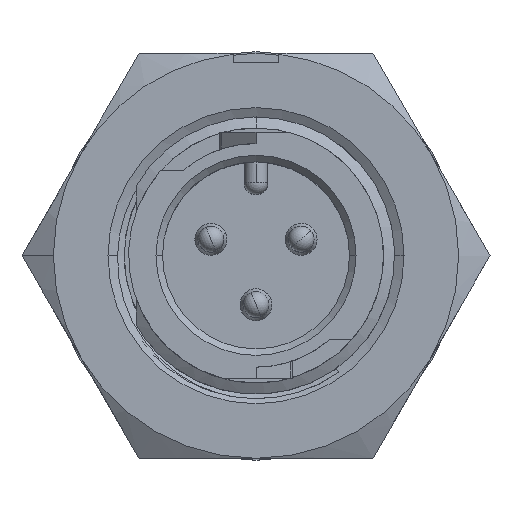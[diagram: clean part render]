
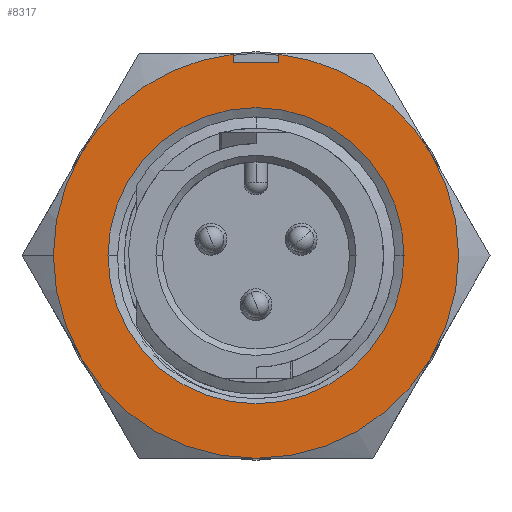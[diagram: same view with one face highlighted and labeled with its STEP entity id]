
A CAD part, top view. The second image highlights one B-rep face of the part: STEP entity #8317.
In plain terms, the highlighted planar face has unit normal (0, 0, 1).
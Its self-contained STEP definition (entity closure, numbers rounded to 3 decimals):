
#113 = DIRECTION ( 'NONE',  ( 0., 1., 0. ) ) ;
#362 = DIRECTION ( 'NONE',  ( 0., 0., -1. ) ) ;
#442 = CARTESIAN_POINT ( 'NONE',  ( -0.889, 8.938, 8.262 ) ) ;
#800 = DIRECTION ( 'NONE',  ( 0., 0., -1. ) ) ;
#803 = AXIS2_PLACEMENT_3D ( 'NONE', #4683, #800, #5542 ) ;
#822 = ORIENTED_EDGE ( 'NONE', *, *, #10415, .F. ) ;
#987 = EDGE_CURVE ( 'NONE', #7495, #3047, #3884, .T. ) ;
#1003 = DIRECTION ( 'NONE',  ( -1., 0., 0. ) ) ;
#1127 = CIRCLE ( 'NONE', #6042, 5.753 ) ;
#1481 = LINE ( 'NONE', #6100, #2121 ) ;
#1701 = CARTESIAN_POINT ( 'NONE',  ( 0., -15.748, 8.262 ) ) ;
#1713 = CARTESIAN_POINT ( 'NONE',  ( 0., 0., 8.262 ) ) ;
#1907 = CARTESIAN_POINT ( 'NONE',  ( 0.889, 8.938, 8.262 ) ) ;
#1958 = DIRECTION ( 'NONE',  ( 0., 0., -1. ) ) ;
#2064 = CARTESIAN_POINT ( 'NONE',  ( -7.874, 0., 8.262 ) ) ;
#2088 = DIRECTION ( 'NONE',  ( -1., 0., 0. ) ) ;
#2121 = VECTOR ( 'NONE', #7967, 1000. ) ;
#2142 = DIRECTION ( 'NONE',  ( -1., 0., 0. ) ) ;
#2376 = CARTESIAN_POINT ( 'NONE',  ( -5.753, 0., 8.262 ) ) ;
#2422 = EDGE_CURVE ( 'NONE', #7075, #7495, #1481, .T. ) ;
#2582 = EDGE_CURVE ( 'NONE', #10257, #8784, #1127, .T. ) ;
#2776 = CIRCLE ( 'NONE', #9632, 7.874 ) ;
#2998 = CARTESIAN_POINT ( 'NONE',  ( 0., -7.874, 8.262 ) ) ;
#3028 = EDGE_LOOP ( 'NONE', ( #9320, #3482, #5308, #822, #11523, #8211, #12091, #8455, #10314, #10978 ) ) ;
#3047 = VERTEX_POINT ( 'NONE', #7829 ) ;
#3322 = AXIS2_PLACEMENT_3D ( 'NONE', #11011, #10143, #7388 ) ;
#3347 = ORIENTED_EDGE ( 'NONE', *, *, #5916, .T. ) ;
#3426 = DIRECTION ( 'NONE',  ( -1., 0., 0. ) ) ;
#3482 = ORIENTED_EDGE ( 'NONE', *, *, #987, .F. ) ;
#3884 = LINE ( 'NONE', #1907, #7819 ) ;
#4132 = CARTESIAN_POINT ( 'NONE',  ( 0., 0., 8.262 ) ) ;
#4194 = ORIENTED_EDGE ( 'NONE', *, *, #2582, .T. ) ;
#4347 = DIRECTION ( 'NONE',  ( 0., 0., -1. ) ) ;
#4380 = VERTEX_POINT ( 'NONE', #6449 ) ;
#4683 = CARTESIAN_POINT ( 'NONE',  ( 0., 0., 8.262 ) ) ;
#4953 = CIRCLE ( 'NONE', #803, 7.874 ) ;
#5014 = CARTESIAN_POINT ( 'NONE',  ( 6.819, -3.937, 8.262 ) ) ;
#5135 = EDGE_CURVE ( 'NONE', #10190, #6227, #5279, .T. ) ;
#5204 = EDGE_CURVE ( 'NONE', #3047, #9917, #12108, .T. ) ;
#5279 = CIRCLE ( 'NONE', #8380, 7.874 ) ;
#5308 = ORIENTED_EDGE ( 'NONE', *, *, #2422, .F. ) ;
#5475 = AXIS2_PLACEMENT_3D ( 'NONE', #8002, #4347, #3426 ) ;
#5495 = EDGE_CURVE ( 'NONE', #10253, #4380, #7982, .T. ) ;
#5542 = DIRECTION ( 'NONE',  ( -1., 0., 0. ) ) ;
#5569 = EDGE_CURVE ( 'NONE', #7712, #10253, #9765, .T. ) ;
#5916 = EDGE_CURVE ( 'NONE', #8784, #10257, #10936, .T. ) ;
#5958 = CARTESIAN_POINT ( 'NONE',  ( 0.889, 7.493, 8.262 ) ) ;
#6042 = AXIS2_PLACEMENT_3D ( 'NONE', #8690, #9551, #2142 ) ;
#6100 = CARTESIAN_POINT ( 'NONE',  ( -0.889, 7.493, 8.262 ) ) ;
#6112 = DIRECTION ( 'NONE',  ( 0., -1., 0. ) ) ;
#6209 = VECTOR ( 'NONE', #6112, 1000. ) ;
#6227 = VERTEX_POINT ( 'NONE', #2998 ) ;
#6250 = CARTESIAN_POINT ( 'NONE',  ( -0.889, 7.824, 8.262 ) ) ;
#6359 = DIRECTION ( 'NONE',  ( 0., 0., -1. ) ) ;
#6380 = DIRECTION ( 'NONE',  ( -1., 0., 0. ) ) ;
#6449 = CARTESIAN_POINT ( 'NONE',  ( -6.819, 3.937, 8.262 ) ) ;
#6987 = CARTESIAN_POINT ( 'NONE',  ( 6.819, 3.937, 8.262 ) ) ;
#7075 = VERTEX_POINT ( 'NONE', #10676 ) ;
#7136 = CARTESIAN_POINT ( 'NONE',  ( 0., 0., 8.262 ) ) ;
#7388 = DIRECTION ( 'NONE',  ( -1., 0., 0. ) ) ;
#7495 = VERTEX_POINT ( 'NONE', #5958 ) ;
#7712 = VERTEX_POINT ( 'NONE', #11935 ) ;
#7819 = VECTOR ( 'NONE', #113, 1000. ) ;
#7829 = CARTESIAN_POINT ( 'NONE',  ( 0.889, 7.824, 8.262 ) ) ;
#7967 = DIRECTION ( 'NONE',  ( 1., 0., 0. ) ) ;
#7982 = CIRCLE ( 'NONE', #11327, 7.874 ) ;
#8002 = CARTESIAN_POINT ( 'NONE',  ( 0., 0., 8.262 ) ) ;
#8022 = EDGE_CURVE ( 'NONE', #4380, #8390, #4953, .T. ) ;
#8071 = DIRECTION ( 'NONE',  ( -1., 0., 0. ) ) ;
#8211 = ORIENTED_EDGE ( 'NONE', *, *, #5495, .F. ) ;
#8317 = ADVANCED_FACE ( 'NONE', ( #11799, #9289 ), #10203, .F. ) ;
#8342 = AXIS2_PLACEMENT_3D ( 'NONE', #10445, #9400, #1003 ) ;
#8380 = AXIS2_PLACEMENT_3D ( 'NONE', #4132, #362, #8071 ) ;
#8390 = VERTEX_POINT ( 'NONE', #6250 ) ;
#8455 = ORIENTED_EDGE ( 'NONE', *, *, #9389, .F. ) ;
#8690 = CARTESIAN_POINT ( 'NONE',  ( 0., 0., 8.262 ) ) ;
#8784 = VERTEX_POINT ( 'NONE', #2376 ) ;
#9014 = EDGE_CURVE ( 'NONE', #9917, #10190, #2776, .T. ) ;
#9026 = AXIS2_PLACEMENT_3D ( 'NONE', #1701, #10031, #10884 ) ;
#9289 = FACE_OUTER_BOUND ( 'NONE', #3028, .T. ) ;
#9320 = ORIENTED_EDGE ( 'NONE', *, *, #5204, .F. ) ;
#9337 = EDGE_LOOP ( 'NONE', ( #4194, #3347 ) ) ;
#9389 = EDGE_CURVE ( 'NONE', #6227, #7712, #10891, .T. ) ;
#9400 = DIRECTION ( 'NONE',  ( 0., 0., -1. ) ) ;
#9551 = DIRECTION ( 'NONE',  ( 0., 0., -1. ) ) ;
#9632 = AXIS2_PLACEMENT_3D ( 'NONE', #7136, #6359, #10080 ) ;
#9765 = CIRCLE ( 'NONE', #5475, 7.874 ) ;
#9883 = LINE ( 'NONE', #442, #6209 ) ;
#9917 = VERTEX_POINT ( 'NONE', #6987 ) ;
#10031 = DIRECTION ( 'NONE',  ( 0., 0., -1. ) ) ;
#10080 = DIRECTION ( 'NONE',  ( -1., 0., 0. ) ) ;
#10118 = AXIS2_PLACEMENT_3D ( 'NONE', #1713, #10958, #6380 ) ;
#10143 = DIRECTION ( 'NONE',  ( 0., 0., -1. ) ) ;
#10190 = VERTEX_POINT ( 'NONE', #5014 ) ;
#10203 = PLANE ( 'NONE',  #9026 ) ;
#10253 = VERTEX_POINT ( 'NONE', #2064 ) ;
#10257 = VERTEX_POINT ( 'NONE', #10567 ) ;
#10314 = ORIENTED_EDGE ( 'NONE', *, *, #5135, .F. ) ;
#10415 = EDGE_CURVE ( 'NONE', #8390, #7075, #9883, .T. ) ;
#10445 = CARTESIAN_POINT ( 'NONE',  ( 0., 0., 8.262 ) ) ;
#10469 = CARTESIAN_POINT ( 'NONE',  ( 0., 0., 8.262 ) ) ;
#10567 = CARTESIAN_POINT ( 'NONE',  ( 5.753, 0., 8.262 ) ) ;
#10676 = CARTESIAN_POINT ( 'NONE',  ( -0.889, 7.493, 8.262 ) ) ;
#10884 = DIRECTION ( 'NONE',  ( -1., 0., 0. ) ) ;
#10891 = CIRCLE ( 'NONE', #8342, 7.874 ) ;
#10936 = CIRCLE ( 'NONE', #3322, 5.753 ) ;
#10958 = DIRECTION ( 'NONE',  ( 0., 0., -1. ) ) ;
#10978 = ORIENTED_EDGE ( 'NONE', *, *, #9014, .F. ) ;
#11011 = CARTESIAN_POINT ( 'NONE',  ( 0., 0., 8.262 ) ) ;
#11327 = AXIS2_PLACEMENT_3D ( 'NONE', #10469, #1958, #2088 ) ;
#11523 = ORIENTED_EDGE ( 'NONE', *, *, #8022, .F. ) ;
#11799 = FACE_BOUND ( 'NONE', #9337, .T. ) ;
#11935 = CARTESIAN_POINT ( 'NONE',  ( -6.819, -3.937, 8.262 ) ) ;
#12091 = ORIENTED_EDGE ( 'NONE', *, *, #5569, .F. ) ;
#12108 = CIRCLE ( 'NONE', #10118, 7.874 ) ;
